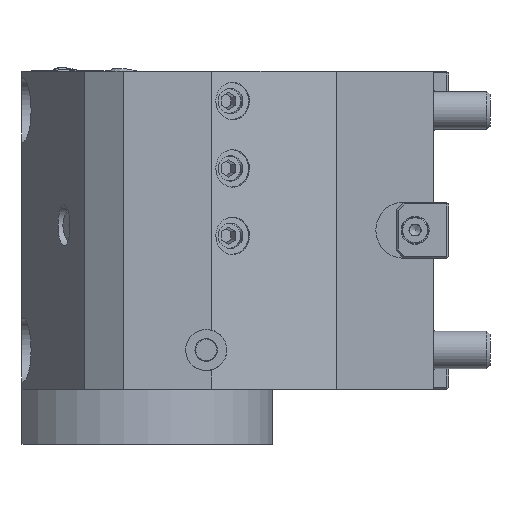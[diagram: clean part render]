
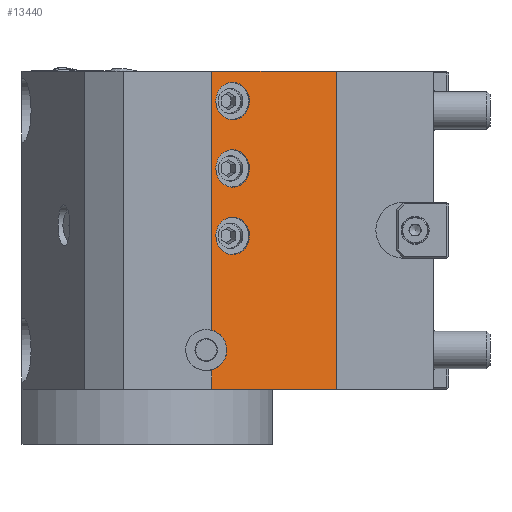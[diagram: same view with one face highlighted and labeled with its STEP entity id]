
A CAD part, left-side view. The second image highlights one B-rep face of the part: STEP entity #13440.
In plain terms, the highlighted planar face has unit normal (-0.866, -0.5, 0).
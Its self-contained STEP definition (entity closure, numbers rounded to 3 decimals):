
#143 = DIRECTION ( 'NONE',  ( 0., 0., 1. ) ) ;
#157 = EDGE_CURVE ( 'NONE', #2024, #993, #6545, .T. ) ;
#214 = PLANE ( 'NONE',  #4674 ) ;
#398 = CARTESIAN_POINT ( 'NONE',  ( -98.851, 58.214, -1.5 ) ) ;
#449 = CARTESIAN_POINT ( 'NONE',  ( -93.674, 49.248, -11.5 ) ) ;
#522 = VECTOR ( 'NONE', #143, 1000. ) ;
#598 =( BOUNDED_CURVE ( )  B_SPLINE_CURVE ( 3, ( #12930, #5339, #9010, #7789 ),
 .UNSPECIFIED., .F., .T. ) 
 B_SPLINE_CURVE_WITH_KNOTS ( ( 4, 4 ),
 ( 1.84, 4.443 ),
 .UNSPECIFIED. ) 
 CURVE ( )  GEOMETRIC_REPRESENTATION_ITEM ( )  RATIONAL_B_SPLINE_CURVE ( ( 1., 0.51, 0.51, 1. ) ) 
 REPRESENTATION_ITEM ( '' )  );
#709 = CARTESIAN_POINT ( 'NONE',  ( -99.5, 59.339, 42.5 ) ) ;
#885 = EDGE_CURVE ( 'NONE', #14415, #13713, #926, .T. ) ;
#926 = LINE ( 'NONE', #10372, #522 ) ;
#993 = VERTEX_POINT ( 'NONE', #10932 ) ;
#1482 = FACE_BOUND ( 'NONE', #1965, .T. ) ;
#1578 = DIRECTION ( 'NONE',  ( 0.5, -0.866, 0. ) ) ;
#1710 = CARTESIAN_POINT ( 'NONE',  ( -93.674, 49.248, -1.5 ) ) ;
#1965 = EDGE_LOOP ( 'NONE', ( #7438 ) ) ;
#2024 = VERTEX_POINT ( 'NONE', #12889 ) ;
#2053 = VERTEX_POINT ( 'NONE', #6489 ) ;
#2081 = FACE_BOUND ( 'NONE', #10299, .T. ) ;
#2207 = EDGE_CURVE ( 'NONE', #2024, #14681, #4242, .T. ) ;
#2306 = EDGE_CURVE ( 'NONE', #7807, #7807, #10399, .T. ) ;
#3095 = CARTESIAN_POINT ( 'NONE',  ( -93.674, 49.248, 26.5 ) ) ;
#3552 = ORIENTED_EDGE ( 'NONE', *, *, #157, .T. ) ;
#3843 = CARTESIAN_POINT ( 'NONE',  ( -80.252, 26., -42.5 ) ) ;
#4234 = CARTESIAN_POINT ( 'NONE',  ( -98.851, 58.214, -11.5 ) ) ;
#4242 = LINE ( 'NONE', #12974, #14019 ) ;
#4280 = CARTESIAN_POINT ( 'NONE',  ( -98.851, 58.214, 34.5 ) ) ;
#4400 = CARTESIAN_POINT ( 'NONE',  ( -98.851, 58.214, 6.5 ) ) ;
#4478 = LINE ( 'NONE', #4837, #10865 ) ;
#4674 = AXIS2_PLACEMENT_3D ( 'NONE', #7813, #10297, #1578 ) ;
#4805 = CARTESIAN_POINT ( 'NONE',  ( -99.5, 59.339, -26.698 ) ) ;
#4837 = CARTESIAN_POINT ( 'NONE',  ( -80.252, 26., -57.2 ) ) ;
#5211 = CARTESIAN_POINT ( 'NONE',  ( -93.674, 49.248, 34.5 ) ) ;
#5339 = CARTESIAN_POINT ( 'NONE',  ( -95.646, 52.663, -35.462 ) ) ;
#5450 = CARTESIAN_POINT ( 'NONE',  ( -98.851, 58.214, 26.5 ) ) ;
#5555 = CARTESIAN_POINT ( 'NONE',  ( -93.674, 49.248, 8.5 ) ) ;
#5697 = ORIENTED_EDGE ( 'NONE', *, *, #885, .F. ) ;
#6079 = VECTOR ( 'NONE', #7986, 1000. ) ;
#6111 = FACE_BOUND ( 'NONE', #13519, .T. ) ;
#6440 = EDGE_CURVE ( 'NONE', #993, #11855, #4478, .T. ) ;
#6489 = CARTESIAN_POINT ( 'NONE',  ( -98.851, 58.214, 34.5 ) ) ;
#6532 = CARTESIAN_POINT ( 'NONE',  ( -93.674, 49.248, 44.5 ) ) ;
#6545 = LINE ( 'NONE', #3843, #13919 ) ;
#6551 = DIRECTION ( 'NONE',  ( 0., 0., 1. ) ) ;
#6703 = CARTESIAN_POINT ( 'NONE',  ( -93.674, 49.248, 24.5 ) ) ;
#6924 = ORIENTED_EDGE ( 'NONE', *, *, #15341, .F. ) ;
#6984 = EDGE_CURVE ( 'NONE', #14681, #14415, #598, .T. ) ;
#7438 = ORIENTED_EDGE ( 'NONE', *, *, #9996, .F. ) ;
#7624 = ORIENTED_EDGE ( 'NONE', *, *, #2207, .F. ) ;
#7720 = CARTESIAN_POINT ( 'NONE',  ( -99.5, 59.339, -37.302 ) ) ;
#7789 = CARTESIAN_POINT ( 'NONE',  ( -99.5, 59.339, -26.698 ) ) ;
#7800 = CARTESIAN_POINT ( 'NONE',  ( -80.252, 26., 42.5 ) ) ;
#7807 = VERTEX_POINT ( 'NONE', #12596 ) ;
#7813 = CARTESIAN_POINT ( 'NONE',  ( -80.252, 26., -57.2 ) ) ;
#7931 = CARTESIAN_POINT ( 'NONE',  ( -80.252, 26., 42.5 ) ) ;
#7986 = DIRECTION ( 'NONE',  ( 0.5, -0.866, 0. ) ) ;
#8203 = ORIENTED_EDGE ( 'NONE', *, *, #6984, .F. ) ;
#8707 = DIRECTION ( 'NONE',  ( 0., 0., 1. ) ) ;
#9010 = CARTESIAN_POINT ( 'NONE',  ( -95.646, 52.663, -28.538 ) ) ;
#9934 = EDGE_CURVE ( 'NONE', #13713, #11855, #13672, .T. ) ;
#9996 = EDGE_CURVE ( 'NONE', #2053, #2053, #16066, .T. ) ;
#10037 = DIRECTION ( 'NONE',  ( 0.5, -0.866, 0. ) ) ;
#10297 = DIRECTION ( 'NONE',  ( -0.866, -0.5, 0. ) ) ;
#10299 = EDGE_LOOP ( 'NONE', ( #14709 ) ) ;
#10372 = CARTESIAN_POINT ( 'NONE',  ( -99.5, 59.339, -57.2 ) ) ;
#10399 =( BOUNDED_CURVE ( )  B_SPLINE_CURVE ( 3, ( #10588, #4400, #12003, #15627, #3095, #5450, #10647 ),
 .UNSPECIFIED., .T., .F. ) 
 B_SPLINE_CURVE_WITH_KNOTS ( ( 4, 3, 4 ),
 ( 0., 3.142, 6.283 ),
 .UNSPECIFIED. ) 
 CURVE ( )  GEOMETRIC_REPRESENTATION_ITEM ( )  RATIONAL_B_SPLINE_CURVE ( ( 1., 0.333, 0.333, 1., 0.333, 0.333, 1. ) ) 
 REPRESENTATION_ITEM ( '' )  );
#10588 = CARTESIAN_POINT ( 'NONE',  ( -98.851, 58.214, 16.5 ) ) ;
#10638 = CARTESIAN_POINT ( 'NONE',  ( -98.851, 58.214, 8.5 ) ) ;
#10647 = CARTESIAN_POINT ( 'NONE',  ( -98.851, 58.214, 16.5 ) ) ;
#10865 = VECTOR ( 'NONE', #8707, 1000. ) ;
#10932 = CARTESIAN_POINT ( 'NONE',  ( -80.252, 26., -42.5 ) ) ;
#11855 = VERTEX_POINT ( 'NONE', #7800 ) ;
#11871 = FACE_OUTER_BOUND ( 'NONE', #14617, .T. ) ;
#12003 = CARTESIAN_POINT ( 'NONE',  ( -93.674, 49.248, 6.5 ) ) ;
#12528 =( BOUNDED_CURVE ( )  B_SPLINE_CURVE ( 3, ( #15665, #4234, #449, #1710, #5555, #10638, #14491 ),
 .UNSPECIFIED., .T., .T. ) 
 B_SPLINE_CURVE_WITH_KNOTS ( ( 4, 3, 4 ),
 ( 0., 3.142, 6.283 ),
 .UNSPECIFIED. ) 
 CURVE ( )  GEOMETRIC_REPRESENTATION_ITEM ( )  RATIONAL_B_SPLINE_CURVE ( ( 1., 0.333, 0.333, 1., 0.333, 0.333, 1. ) ) 
 REPRESENTATION_ITEM ( '' )  );
#12596 = CARTESIAN_POINT ( 'NONE',  ( -98.851, 58.214, 16.5 ) ) ;
#12889 = CARTESIAN_POINT ( 'NONE',  ( -99.5, 59.339, -42.5 ) ) ;
#12904 = CARTESIAN_POINT ( 'NONE',  ( -98.851, 58.214, 24.5 ) ) ;
#12930 = CARTESIAN_POINT ( 'NONE',  ( -99.5, 59.339, -37.302 ) ) ;
#12974 = CARTESIAN_POINT ( 'NONE',  ( -99.5, 59.339, -57.2 ) ) ;
#13440 = ADVANCED_FACE ( 'NONE', ( #6111, #2081, #1482, #11871 ), #214, .T. ) ;
#13519 = EDGE_LOOP ( 'NONE', ( #6924 ) ) ;
#13672 = LINE ( 'NONE', #7931, #6079 ) ;
#13713 = VERTEX_POINT ( 'NONE', #709 ) ;
#13919 = VECTOR ( 'NONE', #10037, 1000. ) ;
#14016 = ORIENTED_EDGE ( 'NONE', *, *, #9934, .F. ) ;
#14019 = VECTOR ( 'NONE', #6551, 1000. ) ;
#14415 = VERTEX_POINT ( 'NONE', #4805 ) ;
#14491 = CARTESIAN_POINT ( 'NONE',  ( -98.851, 58.214, -1.5 ) ) ;
#14617 = EDGE_LOOP ( 'NONE', ( #8203, #7624, #3552, #15122, #14016, #5697 ) ) ;
#14681 = VERTEX_POINT ( 'NONE', #7720 ) ;
#14709 = ORIENTED_EDGE ( 'NONE', *, *, #2306, .F. ) ;
#15122 = ORIENTED_EDGE ( 'NONE', *, *, #6440, .T. ) ;
#15208 = VERTEX_POINT ( 'NONE', #398 ) ;
#15341 = EDGE_CURVE ( 'NONE', #15208, #15208, #12528, .T. ) ;
#15604 = CARTESIAN_POINT ( 'NONE',  ( -98.851, 58.214, 34.5 ) ) ;
#15627 = CARTESIAN_POINT ( 'NONE',  ( -93.674, 49.248, 16.5 ) ) ;
#15665 = CARTESIAN_POINT ( 'NONE',  ( -98.851, 58.214, -1.5 ) ) ;
#15876 = CARTESIAN_POINT ( 'NONE',  ( -98.851, 58.214, 44.5 ) ) ;
#16066 =( BOUNDED_CURVE ( )  B_SPLINE_CURVE ( 3, ( #15604, #12904, #6703, #5211, #6532, #15876, #4280 ),
 .UNSPECIFIED., .T., .F. ) 
 B_SPLINE_CURVE_WITH_KNOTS ( ( 4, 3, 4 ),
 ( 0., 3.142, 6.283 ),
 .UNSPECIFIED. ) 
 CURVE ( )  GEOMETRIC_REPRESENTATION_ITEM ( )  RATIONAL_B_SPLINE_CURVE ( ( 1., 0.333, 0.333, 1., 0.333, 0.333, 1. ) ) 
 REPRESENTATION_ITEM ( '' )  );
